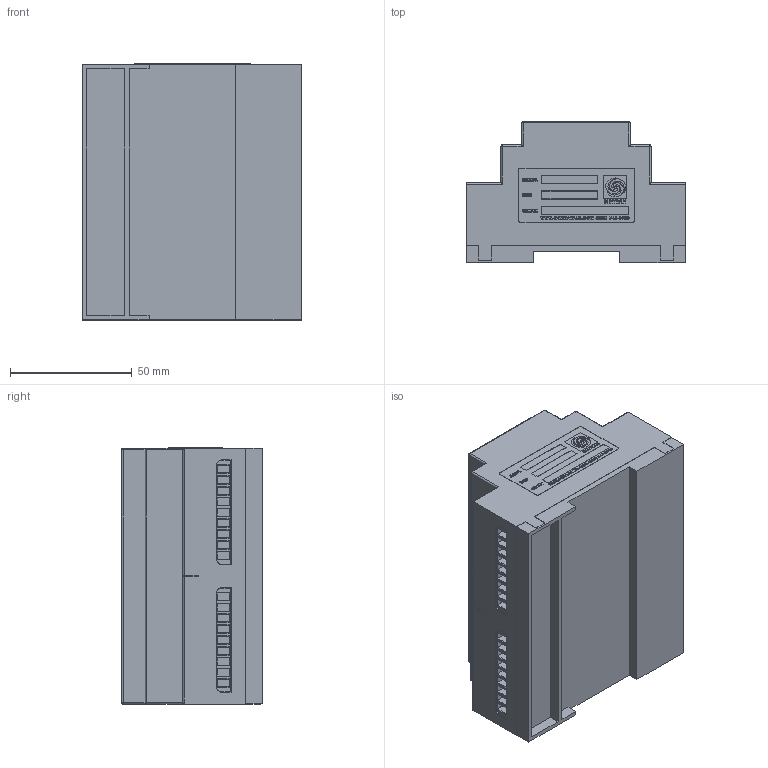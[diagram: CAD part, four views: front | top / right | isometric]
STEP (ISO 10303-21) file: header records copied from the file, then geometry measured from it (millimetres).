
FILE_DESCRIPTION (( 'STEP AP214' ), '1' );
FILE_NAME ('KD3-001 (STEP) X1.STEP', '2022-01-11T18:54:58', ( '' ), ( '' ), 'SwSTEP 2.0', 'SolidWorks 2021', '' );
FILE_SCHEMA (( 'AUTOMOTIVE_DESIGN' ));
Length unit declared in the file: inch
Products named in the file (1): KD3-001 (STEP) X1
Bounding box: 90.17 x 58 x 105.28 mm (x, y, z)
Volume: 420726.1 mm3; surface area: 65825.6 mm2
Topology: 8 solids, 8 shells, 834 faces, 2426 edges, 1792 vertices
Faces by surface type: plane 496, cylinder 322, sphere 8, torus 8
Entity records: 42681 total; most frequent: CARTESIAN_POINT 9901, ORIENTED_EDGE 4836, DIRECTION 3964, EDGE_CURVE 2418, VERTEX_POINT 1792, LINE 1646, VECTOR 1646, AXIS2_PLACEMENT_3D 1159
